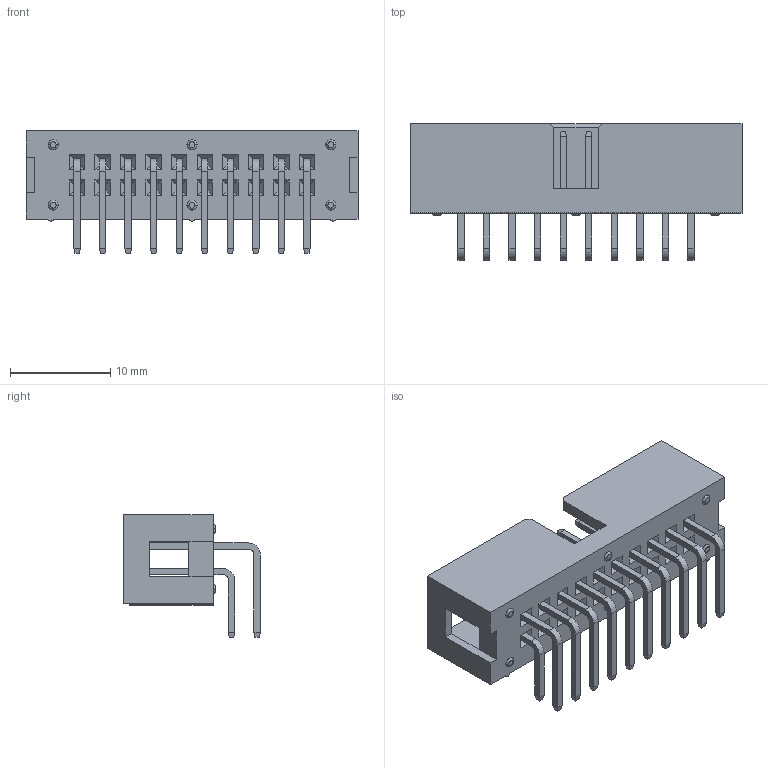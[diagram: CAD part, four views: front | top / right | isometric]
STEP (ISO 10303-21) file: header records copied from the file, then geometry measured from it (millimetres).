
FILE_DESCRIPTION((''),'2;1');
FILE_NAME('FBH25402-D20B1XXXK6K_REF_ASM','2025-05-28T',('工程三'),(''),'PRO/ENGINEER BY PARAMETRIC TECHNOLOGY CORPORATION, 2010280','PRO/ENGINEER BY PARAMETRIC TECHNOLOGY CORPORATION, 2010280','');
FILE_SCHEMA(('CONFIG_CONTROL_DESIGN'));
Length unit declared in the file: millimetre
Products named in the file (1): FBH25402-D20B1XXXK6K_REF_ASM
Bounding box: 33.05 x 13.6 x 12.2 mm (x, y, z)
Volume: 1313.4 mm3; surface area: 2588.6 mm2
Topology: 1 solids, 1 shells, 573 faces, 1337 edges, 808 vertices
Faces by surface type: plane 518, cylinder 43, torus 12
Entity records: 15819 total; most frequent: CARTESIAN_POINT 2718, ORIENTED_EDGE 2674, DIRECTION 2605, EDGE_CURVE 1337, VECTOR 1215, LINE 1215, VERTEX_POINT 808, AXIS2_PLACEMENT_3D 695
